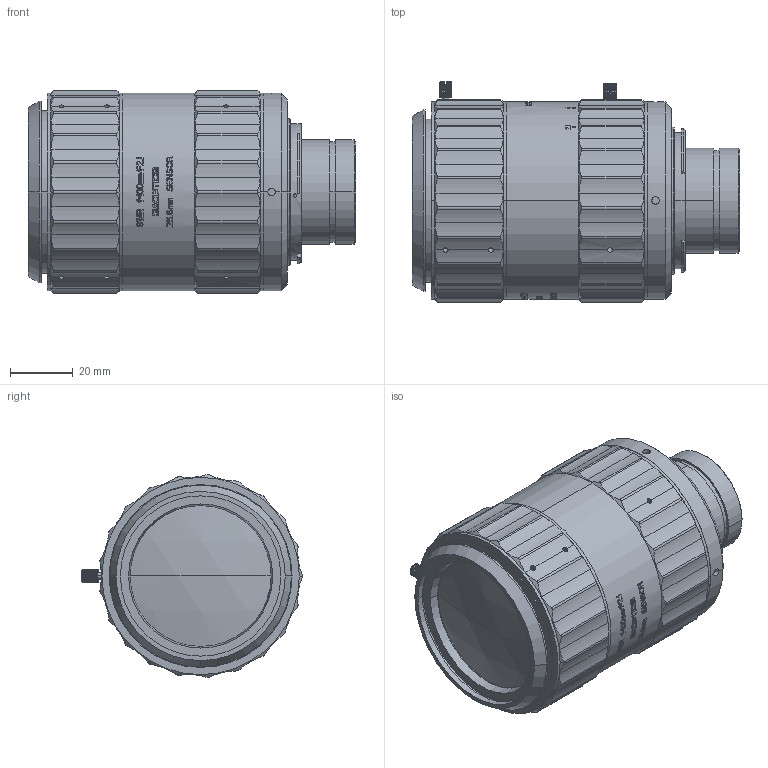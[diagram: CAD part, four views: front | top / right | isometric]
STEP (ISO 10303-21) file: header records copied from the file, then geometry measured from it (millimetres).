
FILE_DESCRIPTION (( 'STEP AP203' ), '1' );
FILE_NAME ('680009.STEP', '2021-08-05T09:06:24', ( '' ), ( '' ), 'SwSTEP 2.0', 'SolidWorks 2020', '' );
FILE_SCHEMA (( 'CONFIG_CONTROL_DESIGN' ));
Length unit declared in the file: millimetre
Products named in the file (1): 680009
Bounding box: 104.47 x 70.5 x 64.82 mm (x, y, z)
Volume: 249844.2 mm3; surface area: 49601.5 mm2
Topology: 4 solids, 5 shells, 2112 faces, 5932 edges, 3934 vertices
Faces by surface type: bspline 1020, plane 683, cylinder 349, cone 52, sphere 4, torus 4
Entity records: 94718 total; most frequent: CARTESIAN_POINT 46532, ORIENTED_EDGE 11864, DIRECTION 6860, EDGE_CURVE 5932, VERTEX_POINT 3934, LINE 2914, VECTOR 2914, EDGE_LOOP 2232
